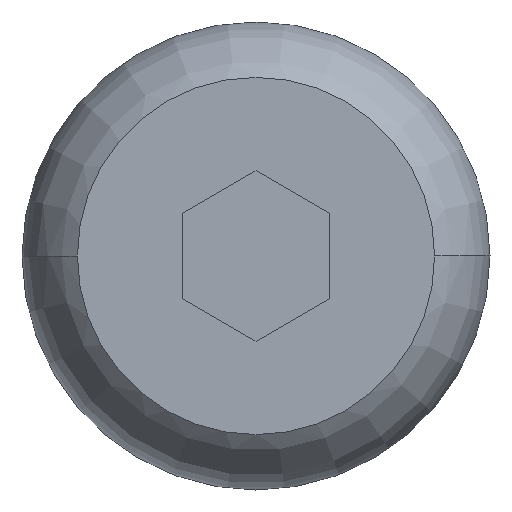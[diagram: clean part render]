
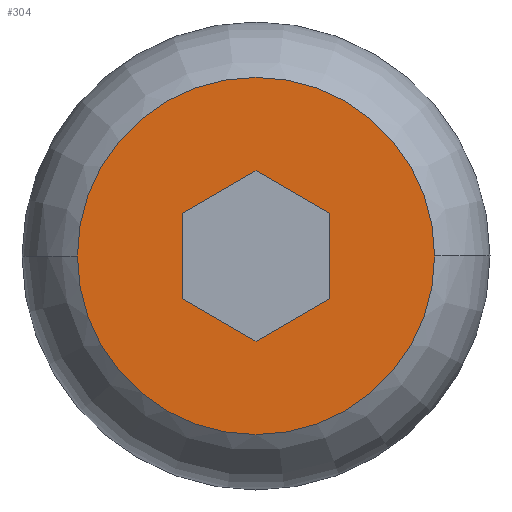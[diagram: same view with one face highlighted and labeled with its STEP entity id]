
A CAD part, left-side view. The second image highlights one B-rep face of the part: STEP entity #304.
In plain terms, the highlighted planar face has unit normal (-1, 0, 0).
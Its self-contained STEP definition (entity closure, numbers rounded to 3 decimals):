
#9 = VECTOR ( 'NONE', #301, 1000. ) ;
#17 = EDGE_CURVE ( 'NONE', #285, #637, #334, .T. ) ;
#32 = CARTESIAN_POINT ( 'NONE',  ( 0., 0., 1.732 ) ) ;
#34 = CARTESIAN_POINT ( 'NONE',  ( 0., 1.5, 0.866 ) ) ;
#42 = DIRECTION ( 'NONE',  ( 0., -0.866, -0.5 ) ) ;
#43 = FACE_BOUND ( 'NONE', #665, .T. ) ;
#48 = ORIENTED_EDGE ( 'NONE', *, *, #330, .F. ) ;
#71 = EDGE_CURVE ( 'NONE', #637, #109, #190, .T. ) ;
#72 = EDGE_LOOP ( 'NONE', ( #48, #280 ) ) ;
#77 = DIRECTION ( 'NONE',  ( 0., 0.866, 0.5 ) ) ;
#81 = PLANE ( 'NONE',  #608 ) ;
#84 = CARTESIAN_POINT ( 'NONE',  ( 0., 0., 0. ) ) ;
#89 = VERTEX_POINT ( 'NONE', #592 ) ;
#94 = LINE ( 'NONE', #299, #354 ) ;
#109 = VERTEX_POINT ( 'NONE', #235 ) ;
#146 = DIRECTION ( 'NONE',  ( 1., 0., 0. ) ) ;
#155 = ORIENTED_EDGE ( 'NONE', *, *, #375, .F. ) ;
#168 = LINE ( 'NONE', #324, #660 ) ;
#173 = DIRECTION ( 'NONE',  ( 0., 1., 0. ) ) ;
#190 = LINE ( 'NONE', #387, #476 ) ;
#191 = CARTESIAN_POINT ( 'NONE',  ( 0., -1.5, -0.866 ) ) ;
#199 = VERTEX_POINT ( 'NONE', #191 ) ;
#204 = VERTEX_POINT ( 'NONE', #346 ) ;
#223 = ORIENTED_EDGE ( 'NONE', *, *, #71, .F. ) ;
#235 = CARTESIAN_POINT ( 'NONE',  ( 0., 0., -1.732 ) ) ;
#255 = ORIENTED_EDGE ( 'NONE', *, *, #634, .F. ) ;
#257 = EDGE_CURVE ( 'NONE', #199, #572, #388, .T. ) ;
#272 = DIRECTION ( 'NONE',  ( 1., 0., 0. ) ) ;
#280 = ORIENTED_EDGE ( 'NONE', *, *, #287, .F. ) ;
#285 = VERTEX_POINT ( 'NONE', #34 ) ;
#287 = EDGE_CURVE ( 'NONE', #89, #204, #521, .T. ) ;
#299 = CARTESIAN_POINT ( 'NONE',  ( 0., 0., -1.732 ) ) ;
#301 = DIRECTION ( 'NONE',  ( 0., 0., -1. ) ) ;
#304 = ADVANCED_FACE ( 'NONE', ( #43, #653 ), #81, .T. ) ;
#308 = CIRCLE ( 'NONE', #556, 3.625 ) ;
#324 = CARTESIAN_POINT ( 'NONE',  ( 0., -1.5, 0.866 ) ) ;
#330 = EDGE_CURVE ( 'NONE', #204, #89, #308, .T. ) ;
#334 = LINE ( 'NONE', #493, #9 ) ;
#346 = CARTESIAN_POINT ( 'NONE',  ( 0., 3.625, 0. ) ) ;
#354 = VECTOR ( 'NONE', #355, 1000. ) ;
#355 = DIRECTION ( 'NONE',  ( 0., -0.866, 0.5 ) ) ;
#374 = DIRECTION ( 'NONE',  ( 0., 0.866, -0.5 ) ) ;
#375 = EDGE_CURVE ( 'NONE', #481, #285, #580, .T. ) ;
#387 = CARTESIAN_POINT ( 'NONE',  ( 0., 1.5, -0.866 ) ) ;
#388 = LINE ( 'NONE', #648, #465 ) ;
#396 = DIRECTION ( 'NONE',  ( 0., 0., 1. ) ) ;
#422 = VECTOR ( 'NONE', #374, 1000. ) ;
#426 = ORIENTED_EDGE ( 'NONE', *, *, #438, .F. ) ;
#438 = EDGE_CURVE ( 'NONE', #572, #481, #168, .T. ) ;
#447 = CARTESIAN_POINT ( 'NONE',  ( 0., 0., 0. ) ) ;
#465 = VECTOR ( 'NONE', #396, 1000. ) ;
#476 = VECTOR ( 'NONE', #42, 1000. ) ;
#481 = VERTEX_POINT ( 'NONE', #32 ) ;
#490 = CARTESIAN_POINT ( 'NONE',  ( 0., 0., 1.732 ) ) ;
#493 = CARTESIAN_POINT ( 'NONE',  ( 0., 1.5, 0.866 ) ) ;
#494 = DIRECTION ( 'NONE',  ( 0., 1., 0. ) ) ;
#506 = DIRECTION ( 'NONE',  ( 0., -1., 0. ) ) ;
#521 = CIRCLE ( 'NONE', #650, 3.625 ) ;
#542 = CARTESIAN_POINT ( 'NONE',  ( 0., -1.5, 0.866 ) ) ;
#552 = CARTESIAN_POINT ( 'NONE',  ( 0., 0., 0. ) ) ;
#555 = DIRECTION ( 'NONE',  ( -1., 0., 0. ) ) ;
#556 = AXIS2_PLACEMENT_3D ( 'NONE', #84, #272, #173 ) ;
#557 = CARTESIAN_POINT ( 'NONE',  ( 0., 1.5, -0.866 ) ) ;
#567 = ORIENTED_EDGE ( 'NONE', *, *, #257, .F. ) ;
#572 = VERTEX_POINT ( 'NONE', #542 ) ;
#580 = LINE ( 'NONE', #490, #422 ) ;
#592 = CARTESIAN_POINT ( 'NONE',  ( 0., -3.625, 0. ) ) ;
#608 = AXIS2_PLACEMENT_3D ( 'NONE', #447, #555, #506 ) ;
#612 = ORIENTED_EDGE ( 'NONE', *, *, #17, .F. ) ;
#634 = EDGE_CURVE ( 'NONE', #109, #199, #94, .T. ) ;
#637 = VERTEX_POINT ( 'NONE', #557 ) ;
#648 = CARTESIAN_POINT ( 'NONE',  ( 0., -1.5, -0.866 ) ) ;
#650 = AXIS2_PLACEMENT_3D ( 'NONE', #552, #146, #494 ) ;
#653 = FACE_OUTER_BOUND ( 'NONE', #72, .T. ) ;
#660 = VECTOR ( 'NONE', #77, 1000. ) ;
#665 = EDGE_LOOP ( 'NONE', ( #155, #426, #567, #255, #223, #612 ) ) ;
